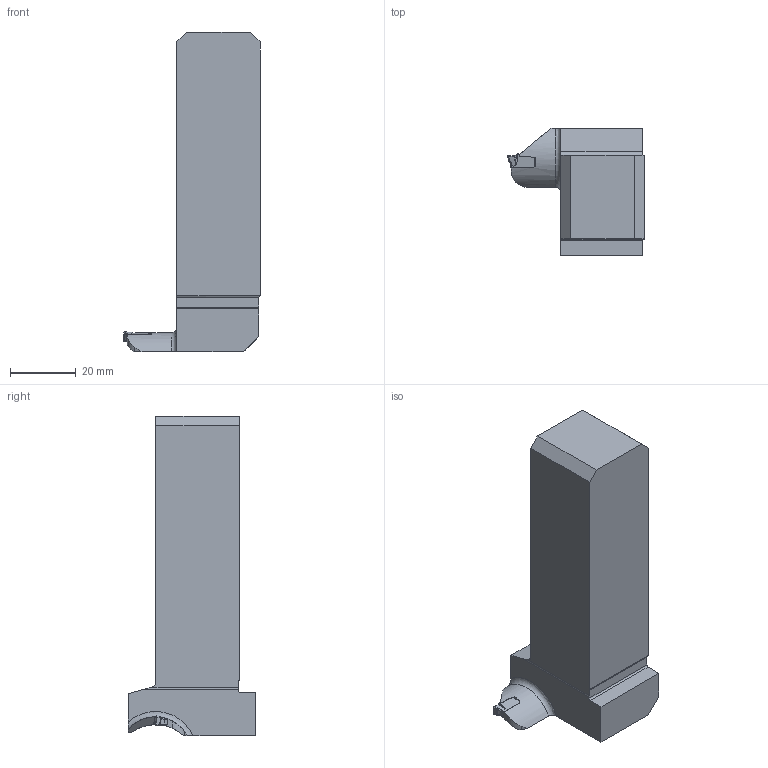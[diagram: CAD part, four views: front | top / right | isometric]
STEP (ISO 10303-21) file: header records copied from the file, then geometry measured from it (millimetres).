
FILE_DESCRIPTION(/* description */ (''),/* implementation_level */ '2;1');
FILE_NAME(/* name */ 'toolassembly_1.stp',/* time_stamp */ '2021-11-29T11:19:36+01:00',/* author */ (''),/* organization */ ('SMS'),/* preprocessor_version */ 'ST-DEVELOPER v16.7',/* originating_system */ 'SIEMENS PLM Software NX 12.0',/* authorisation */ '');
FILE_SCHEMA (('AUTOMOTIVE_DESIGN { 1 0 10303 214 3 1 1 1 }'));
Length unit declared in the file: millimetre
Products named in the file (4): ASSEMBLY_CONSTRUCTION; CUT_20211129111807; NOCUT_20211129111738; TOOLASSEMBLY_1
Assembly tree (3 placements, depth 2):
  TOOLASSEMBLY_1
    NOCUT_20211129111738
    CUT_20211129111807
    ASSEMBLY_CONSTRUCTION
Bounding box: 41.4 x 38.71 x 97.09 mm (x, y, z)
Volume: 65538 mm3; surface area: 12327.6 mm2
Topology: 2 solids, 2 shells, 103 faces, 270 edges, 173 vertices
Faces by surface type: plane 45, cylinder 28, bspline 18, extrusion 11, torus 1
Entity records: 5168 total; most frequent: CARTESIAN_POINT 2600, ORIENTED_EDGE 534, DIRECTION 473, EDGE_CURVE 267, VERTEX_POINT 168, AXIS2_PLACEMENT_3D 162, VECTOR 149, LINE 138
